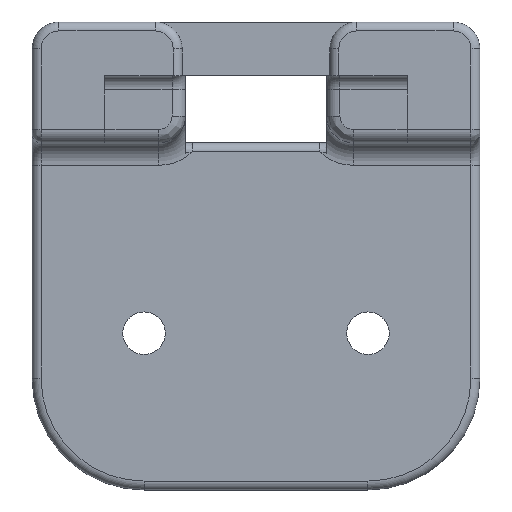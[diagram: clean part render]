
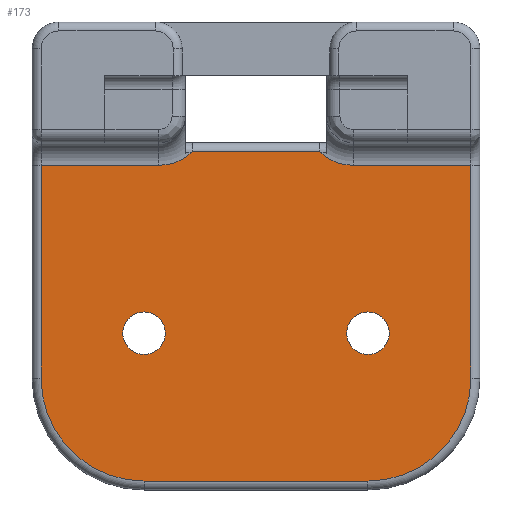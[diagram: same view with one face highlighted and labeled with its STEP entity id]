
A CAD part, left-side view. The second image highlights one B-rep face of the part: STEP entity #173.
In plain terms, the highlighted planar face has unit normal (-1, 0, 0).
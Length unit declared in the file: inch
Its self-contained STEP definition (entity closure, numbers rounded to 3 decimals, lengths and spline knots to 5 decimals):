
#159=FACE_BOUND('',#369,.T.);
#160=FACE_BOUND('',#370,.T.);
#161=FACE_BOUND('',#371,.T.);
#173=ADVANCED_FACE('',(#159,#160,#161),#257,.T.);
#257=PLANE('',#1637);
#369=EDGE_LOOP('',(#749));
#370=EDGE_LOOP('',(#750));
#371=EDGE_LOOP('',(#751,#752,#753,#754,#755,#756,#757,#758,#759,#760));
#480=LINE('',#2314,#612);
#481=LINE('',#2318,#613);
#482=LINE('',#2320,#614);
#483=LINE('',#2324,#615);
#484=LINE('',#2328,#616);
#485=LINE('',#2330,#617);
#612=VECTOR('',#1835,1.);
#613=VECTOR('',#1838,1.);
#614=VECTOR('',#1839,1.);
#615=VECTOR('',#1842,1.);
#616=VECTOR('',#1845,1.);
#617=VECTOR('',#1846,1.);
#749=ORIENTED_EDGE('',*,*,#1341,.F.);
#750=ORIENTED_EDGE('',*,*,#1342,.F.);
#751=ORIENTED_EDGE('',*,*,#1343,.T.);
#752=ORIENTED_EDGE('',*,*,#1344,.T.);
#753=ORIENTED_EDGE('',*,*,#1345,.T.);
#754=ORIENTED_EDGE('',*,*,#1346,.T.);
#755=ORIENTED_EDGE('',*,*,#1347,.T.);
#756=ORIENTED_EDGE('',*,*,#1348,.T.);
#757=ORIENTED_EDGE('',*,*,#1349,.T.);
#758=ORIENTED_EDGE('',*,*,#1350,.T.);
#759=ORIENTED_EDGE('',*,*,#1351,.T.);
#760=ORIENTED_EDGE('',*,*,#1352,.T.);
#1201=VERTEX_POINT('',#2308);
#1202=VERTEX_POINT('',#2310);
#1203=VERTEX_POINT('',#2312);
#1204=VERTEX_POINT('',#2313);
#1205=VERTEX_POINT('',#2315);
#1206=VERTEX_POINT('',#2317);
#1207=VERTEX_POINT('',#2319);
#1208=VERTEX_POINT('',#2321);
#1209=VERTEX_POINT('',#2323);
#1210=VERTEX_POINT('',#2325);
#1211=VERTEX_POINT('',#2327);
#1212=VERTEX_POINT('',#2329);
#1341=EDGE_CURVE('',#1201,#1201,#1542,.T.);
#1342=EDGE_CURVE('',#1202,#1202,#1543,.T.);
#1343=EDGE_CURVE('',#1203,#1204,#1544,.T.);
#1344=EDGE_CURVE('',#1204,#1205,#480,.T.);
#1345=EDGE_CURVE('',#1205,#1206,#1545,.T.);
#1346=EDGE_CURVE('',#1206,#1207,#481,.T.);
#1347=EDGE_CURVE('',#1207,#1208,#482,.T.);
#1348=EDGE_CURVE('',#1208,#1209,#1546,.T.);
#1349=EDGE_CURVE('',#1209,#1210,#483,.T.);
#1350=EDGE_CURVE('',#1210,#1211,#1547,.T.);
#1351=EDGE_CURVE('',#1211,#1212,#484,.T.);
#1352=EDGE_CURVE('',#1212,#1203,#485,.T.);
#1542=CIRCLE('',#1631,0.0475);
#1543=CIRCLE('',#1632,0.0475);
#1544=CIRCLE('',#1633,0.11);
#1545=CIRCLE('',#1634,0.11);
#1546=CIRCLE('',#1635,0.23);
#1547=CIRCLE('',#1636,0.23);
#1631=AXIS2_PLACEMENT_3D('',#2307,#1829,#1830);
#1632=AXIS2_PLACEMENT_3D('',#2309,#1831,#1832);
#1633=AXIS2_PLACEMENT_3D('',#2311,#1833,#1834);
#1634=AXIS2_PLACEMENT_3D('',#2316,#1836,#1837);
#1635=AXIS2_PLACEMENT_3D('',#2322,#1840,#1841);
#1636=AXIS2_PLACEMENT_3D('',#2326,#1843,#1844);
#1637=AXIS2_PLACEMENT_3D('',#2331,#1847,#1848);
#1829=DIRECTION('',(-1.,0.,0.));
#1830=DIRECTION('',(0.,0.,1.));
#1831=DIRECTION('',(-1.,0.,0.));
#1832=DIRECTION('',(0.,0.,1.));
#1833=DIRECTION('',(1.,0.,0.));
#1834=DIRECTION('',(0.,0.,1.));
#1835=DIRECTION('',(0.,1.,0.));
#1836=DIRECTION('',(1.,0.,0.));
#1837=DIRECTION('',(0.,0.,1.));
#1838=DIRECTION('',(0.,1.,0.));
#1839=DIRECTION('',(0.,0.,-1.));
#1840=DIRECTION('',(-1.,0.,0.));
#1841=DIRECTION('',(0.,0.,1.));
#1842=DIRECTION('',(0.,-1.,0.));
#1843=DIRECTION('',(-1.,0.,0.));
#1844=DIRECTION('',(0.,0.,1.));
#1845=DIRECTION('',(0.,0.,1.));
#1846=DIRECTION('',(0.,1.,0.));
#1847=DIRECTION('',(-1.,0.,0.));
#1848=DIRECTION('',(0.,0.,1.));
#2307=CARTESIAN_POINT('',(0.,0.75,0.35));
#2308=CARTESIAN_POINT('',(0.,0.75,0.3975));
#2309=CARTESIAN_POINT('',(0.,0.25,0.35));
#2310=CARTESIAN_POINT('',(0.,0.25,0.3975));
#2311=CARTESIAN_POINT('',(0.,0.2825,0.835));
#2312=CARTESIAN_POINT('',(0.,0.2825,0.725));
#2313=CARTESIAN_POINT('',(0.,0.358,0.755));
#2314=CARTESIAN_POINT('',(0.,0.6253,0.755));
#2315=CARTESIAN_POINT('',(0.,0.642,0.755));
#2316=CARTESIAN_POINT('',(0.,0.7175,0.835));
#2317=CARTESIAN_POINT('',(0.,0.7175,0.725));
#2318=CARTESIAN_POINT('',(0.,1.,0.725));
#2319=CARTESIAN_POINT('',(0.,0.98,0.725));
#2320=CARTESIAN_POINT('',(0.,0.98,0.));
#2321=CARTESIAN_POINT('',(0.,0.98,0.25));
#2322=CARTESIAN_POINT('',(0.,0.75,0.25));
#2323=CARTESIAN_POINT('',(0.,0.75,0.02));
#2324=CARTESIAN_POINT('',(0.,0.5,0.02));
#2325=CARTESIAN_POINT('',(0.,0.25,0.02));
#2326=CARTESIAN_POINT('',(0.,0.25,0.25));
#2327=CARTESIAN_POINT('',(0.,0.02,0.25));
#2328=CARTESIAN_POINT('',(0.,0.02,0.));
#2329=CARTESIAN_POINT('',(0.,0.02,0.725));
#2330=CARTESIAN_POINT('',(0.,0.2825,0.725));
#2331=CARTESIAN_POINT('',(0.,0.5,0.));
